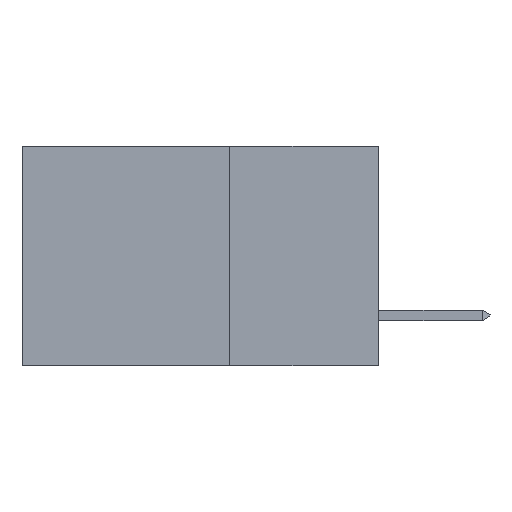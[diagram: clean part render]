
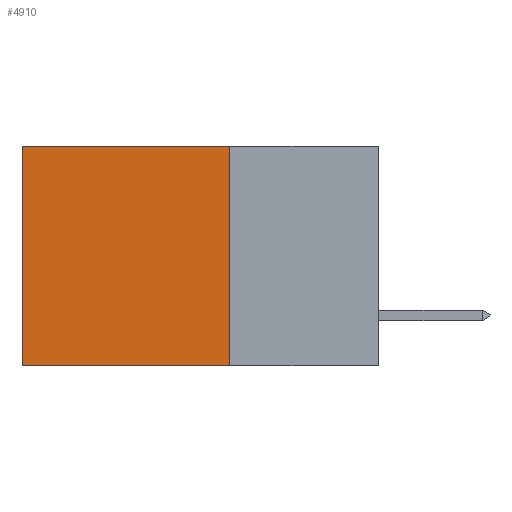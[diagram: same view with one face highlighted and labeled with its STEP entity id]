
A CAD part, left-side view. The second image highlights one B-rep face of the part: STEP entity #4910.
In plain terms, the highlighted planar face has unit normal (-1, 0, 0).
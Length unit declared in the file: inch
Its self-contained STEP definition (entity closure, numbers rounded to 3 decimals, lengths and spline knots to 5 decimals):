
#3 = DIRECTION ( 'NONE',  ( 0., 1., 0. ) ) ;
#151 = CARTESIAN_POINT ( 'NONE',  ( 0.2615, 0.25, 0. ) ) ;
#717 = LINE ( 'NONE', #10583, #13574 ) ;
#1431 = DIRECTION ( 'NONE',  ( 0., 0., -1. ) ) ;
#1530 = EDGE_CURVE ( 'NONE', #9068, #7422, #717, .T. ) ;
#1656 = CARTESIAN_POINT ( 'NONE',  ( 0.2615, 0.6, 0. ) ) ;
#1713 = CARTESIAN_POINT ( 'NONE',  ( 0.2615, 0.25, -0.37 ) ) ;
#2496 = DIRECTION ( 'NONE',  ( 0., 0., -1. ) ) ;
#2981 = LINE ( 'NONE', #10723, #7540 ) ;
#3126 = DIRECTION ( 'NONE',  ( 0., 1., 0. ) ) ;
#4215 = ORIENTED_EDGE ( 'NONE', *, *, #10721, .F. ) ;
#4442 = VERTEX_POINT ( 'NONE', #1656 ) ;
#4910 = ADVANCED_FACE ( 'NONE', ( #8533 ), #11830, .F. ) ;
#5926 = VERTEX_POINT ( 'NONE', #6283 ) ;
#6052 = CARTESIAN_POINT ( 'NONE',  ( 0.2615, 0.6, -0.37 ) ) ;
#6283 = CARTESIAN_POINT ( 'NONE',  ( 0.2615, 0.6, -0.37 ) ) ;
#6936 = ORIENTED_EDGE ( 'NONE', *, *, #8163, .T. ) ;
#7422 = VERTEX_POINT ( 'NONE', #1713 ) ;
#7540 = VECTOR ( 'NONE', #3126, 39.37008 ) ;
#7607 = LINE ( 'NONE', #10920, #11999 ) ;
#8163 = EDGE_CURVE ( 'NONE', #9068, #4442, #7607, .T. ) ;
#8179 = DIRECTION ( 'NONE',  ( 0., 0., -1. ) ) ;
#8441 = EDGE_LOOP ( 'NONE', ( #13807, #4215, #13910, #6936 ) ) ;
#8533 = FACE_OUTER_BOUND ( 'NONE', #8441, .T. ) ;
#8848 = EDGE_CURVE ( 'NONE', #4442, #5926, #11297, .T. ) ;
#9068 = VERTEX_POINT ( 'NONE', #151 ) ;
#9704 = DIRECTION ( 'NONE',  ( 1., 0., 0. ) ) ;
#10477 = VECTOR ( 'NONE', #2496, 39.37008 ) ;
#10583 = CARTESIAN_POINT ( 'NONE',  ( 0.2615, 0.25, -0.37 ) ) ;
#10721 = EDGE_CURVE ( 'NONE', #7422, #5926, #2981, .T. ) ;
#10723 = CARTESIAN_POINT ( 'NONE',  ( 0.2615, 0.25, -0.37 ) ) ;
#10915 = CARTESIAN_POINT ( 'NONE',  ( 0.2615, 0.25, -0.37 ) ) ;
#10920 = CARTESIAN_POINT ( 'NONE',  ( 0.2615, 0.25, 0. ) ) ;
#11297 = LINE ( 'NONE', #6052, #10477 ) ;
#11830 = PLANE ( 'NONE',  #12100 ) ;
#11999 = VECTOR ( 'NONE', #3, 39.37008 ) ;
#12100 = AXIS2_PLACEMENT_3D ( 'NONE', #10915, #9704, #1431 ) ;
#13574 = VECTOR ( 'NONE', #8179, 39.37008 ) ;
#13807 = ORIENTED_EDGE ( 'NONE', *, *, #8848, .T. ) ;
#13910 = ORIENTED_EDGE ( 'NONE', *, *, #1530, .F. ) ;
